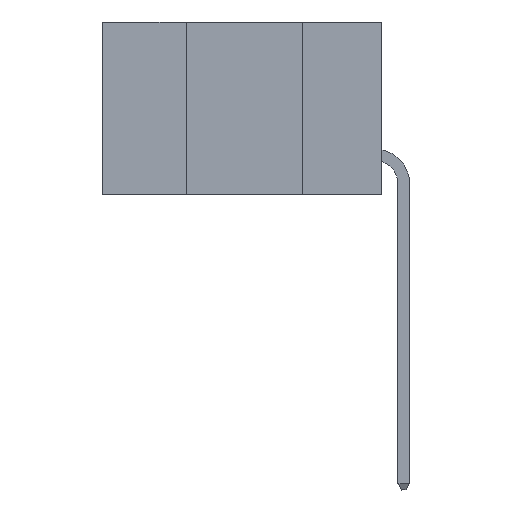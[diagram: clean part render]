
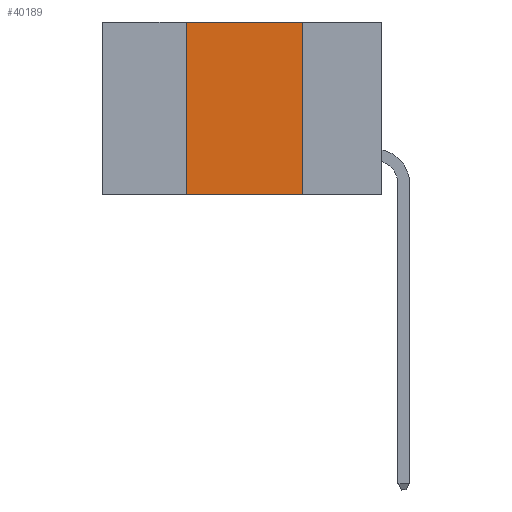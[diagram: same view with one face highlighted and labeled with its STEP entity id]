
A CAD part, left-side view. The second image highlights one B-rep face of the part: STEP entity #40189.
In plain terms, the highlighted planar face has unit normal (-1, 0, 0).
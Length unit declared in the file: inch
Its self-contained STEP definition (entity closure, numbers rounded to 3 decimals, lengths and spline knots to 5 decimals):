
#1504 = CARTESIAN_POINT ( 'NONE',  ( 0., 0.6, 0. ) ) ;
#3738 = CARTESIAN_POINT ( 'NONE',  ( 0., 0.42, -0.37 ) ) ;
#6208 = ORIENTED_EDGE ( 'NONE', *, *, #19815, .F. ) ;
#8120 = CARTESIAN_POINT ( 'NONE',  ( 0., 0.42, 0. ) ) ;
#9595 = ORIENTED_EDGE ( 'NONE', *, *, #30502, .F. ) ;
#9747 = ORIENTED_EDGE ( 'NONE', *, *, #18794, .T. ) ;
#10584 = CARTESIAN_POINT ( 'NONE',  ( 0., 0.17, 0. ) ) ;
#11239 = LINE ( 'NONE', #31427, #46131 ) ;
#11333 = LINE ( 'NONE', #34764, #24989 ) ;
#17132 = DIRECTION ( 'NONE',  ( 0., -1., 0. ) ) ;
#17318 = VECTOR ( 'NONE', #18261, 39.37008 ) ;
#17873 = DIRECTION ( 'NONE',  ( 0., 0., -1. ) ) ;
#18261 = DIRECTION ( 'NONE',  ( 0., 0., 1. ) ) ;
#18794 = EDGE_CURVE ( 'NONE', #39145, #19868, #11333, .T. ) ;
#18933 = CARTESIAN_POINT ( 'NONE',  ( 0., 0.42, 0. ) ) ;
#19272 = VERTEX_POINT ( 'NONE', #8120 ) ;
#19803 = DIRECTION ( 'NONE',  ( 0., -1., 0. ) ) ;
#19815 = EDGE_CURVE ( 'NONE', #34655, #19868, #11239, .T. ) ;
#19868 = VERTEX_POINT ( 'NONE', #28285 ) ;
#20085 = DIRECTION ( 'NONE',  ( 0., 0., -1. ) ) ;
#20874 = CARTESIAN_POINT ( 'NONE',  ( 0., 0.6, 0. ) ) ;
#24989 = VECTOR ( 'NONE', #19803, 39.37008 ) ;
#28285 = CARTESIAN_POINT ( 'NONE',  ( 0., 0.17, -0.37 ) ) ;
#28925 = DIRECTION ( 'NONE',  ( 1., 0., 0. ) ) ;
#30502 = EDGE_CURVE ( 'NONE', #39145, #19272, #30916, .T. ) ;
#30916 = LINE ( 'NONE', #18933, #17318 ) ;
#31427 = CARTESIAN_POINT ( 'NONE',  ( 0., 0.17, 0. ) ) ;
#32211 = PLANE ( 'NONE',  #34474 ) ;
#33879 = LINE ( 'NONE', #1504, #44459 ) ;
#34474 = AXIS2_PLACEMENT_3D ( 'NONE', #20874, #28925, #17873 ) ;
#34539 = FACE_OUTER_BOUND ( 'NONE', #45858, .T. ) ;
#34655 = VERTEX_POINT ( 'NONE', #10584 ) ;
#34764 = CARTESIAN_POINT ( 'NONE',  ( 0., 0.6, -0.37 ) ) ;
#35962 = ORIENTED_EDGE ( 'NONE', *, *, #41759, .F. ) ;
#39145 = VERTEX_POINT ( 'NONE', #3738 ) ;
#40189 = ADVANCED_FACE ( 'NONE', ( #34539 ), #32211, .F. ) ;
#41759 = EDGE_CURVE ( 'NONE', #19272, #34655, #33879, .T. ) ;
#44459 = VECTOR ( 'NONE', #17132, 39.37008 ) ;
#45858 = EDGE_LOOP ( 'NONE', ( #6208, #35962, #9595, #9747 ) ) ;
#46131 = VECTOR ( 'NONE', #20085, 39.37008 ) ;
